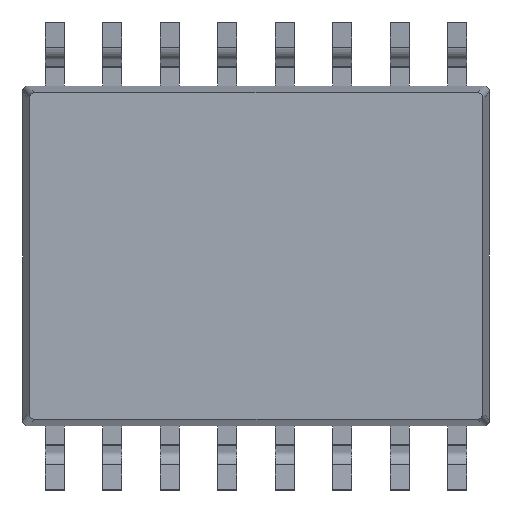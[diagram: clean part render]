
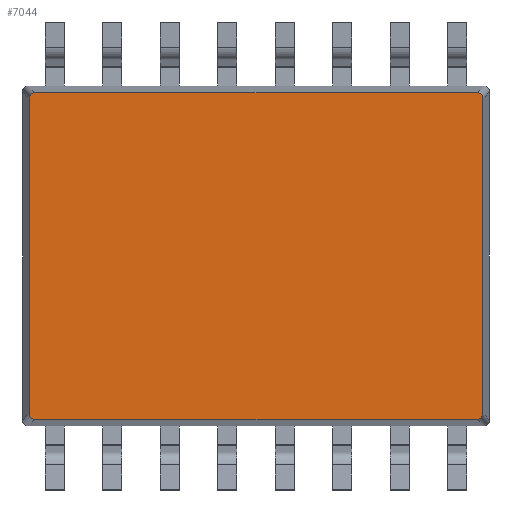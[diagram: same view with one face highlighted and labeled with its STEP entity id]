
A CAD part, front view. The second image highlights one B-rep face of the part: STEP entity #7044.
In plain terms, the highlighted planar face has unit normal (0, -1, 0).
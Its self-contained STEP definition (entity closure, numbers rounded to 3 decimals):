
#89 = CARTESIAN_POINT ( 'NONE',  ( -5.004, 0.3, -3.478 ) ) ;
#350 = EDGE_CURVE ( 'NONE', #4789, #4364, #5241, .T. ) ;
#503 = CARTESIAN_POINT ( 'NONE',  ( 4.952, 0.3, 3.604 ) ) ;
#540 = ORIENTED_EDGE ( 'NONE', *, *, #4671, .T. ) ;
#643 = DIRECTION ( 'NONE',  ( 0., -1., 0. ) ) ;
#694 = VERTEX_POINT ( 'NONE', #1141 ) ;
#818 = DIRECTION ( 'NONE',  ( 0., 0., -1. ) ) ;
#1093 = VERTEX_POINT ( 'NONE', #3219 ) ;
#1141 = CARTESIAN_POINT ( 'NONE',  ( 4.878, 0.3, 3.604 ) ) ;
#1279 = EDGE_CURVE ( 'NONE', #4364, #694, #4414, .T. ) ;
#1346 = ORIENTED_EDGE ( 'NONE', *, *, #2346, .T. ) ;
#1357 = CARTESIAN_POINT ( 'NONE',  ( 4.878, 0.3, -3.604 ) ) ;
#1521 = CARTESIAN_POINT ( 'NONE',  ( -4.878, 0.3, -3.604 ) ) ;
#1688 = EDGE_CURVE ( 'NONE', #3486, #2443, #5749, .T. ) ;
#1785 = CARTESIAN_POINT ( 'NONE',  ( 5.004, 0.3, 3.552 ) ) ;
#1831 = CARTESIAN_POINT ( 'NONE',  ( 5.004, 0.3, -3.478 ) ) ;
#1834 = CARTESIAN_POINT ( 'NONE',  ( 0., 0.3, 0. ) ) ;
#1841 = CARTESIAN_POINT ( 'NONE',  ( -5.004, 0.3, -3.552 ) ) ;
#1880 =( BOUNDED_CURVE ( )  B_SPLINE_CURVE ( 3, ( #1357, #2596, #3787, #3227 ),
 .UNSPECIFIED., .F., .T. ) 
 B_SPLINE_CURVE_WITH_KNOTS ( ( 4, 4 ),
 ( 5.507, 7.059 ),
 .UNSPECIFIED. ) 
 CURVE ( )  GEOMETRIC_REPRESENTATION_ITEM ( )  RATIONAL_B_SPLINE_CURVE ( ( 1., 0.809, 0.809, 1. ) ) 
 REPRESENTATION_ITEM ( '' )  );
#2104 = CARTESIAN_POINT ( 'NONE',  ( -5.004, 0.3, 3.478 ) ) ;
#2206 = DIRECTION ( 'NONE',  ( 1., 0., 0. ) ) ;
#2302 = VERTEX_POINT ( 'NONE', #89 ) ;
#2346 = EDGE_CURVE ( 'NONE', #2874, #2302, #3676, .T. ) ;
#2443 = VERTEX_POINT ( 'NONE', #7983 ) ;
#2485 =( BOUNDED_CURVE ( )  B_SPLINE_CURVE ( 3, ( #3143, #5647, #4383, #3117 ),
 .UNSPECIFIED., .F., .F. ) 
 B_SPLINE_CURVE_WITH_KNOTS ( ( 4, 4 ),
 ( 5.507, 7.059 ),
 .UNSPECIFIED. ) 
 CURVE ( )  GEOMETRIC_REPRESENTATION_ITEM ( )  RATIONAL_B_SPLINE_CURVE ( ( 1., 0.809, 0.809, 1. ) ) 
 REPRESENTATION_ITEM ( '' )  );
#2532 = VECTOR ( 'NONE', #2881, 1000. ) ;
#2571 = CARTESIAN_POINT ( 'NONE',  ( 5.004, 0.3, -3.75 ) ) ;
#2596 = CARTESIAN_POINT ( 'NONE',  ( 4.952, 0.3, -3.604 ) ) ;
#2827 = ORIENTED_EDGE ( 'NONE', *, *, #350, .T. ) ;
#2874 = VERTEX_POINT ( 'NONE', #2104 ) ;
#2881 = DIRECTION ( 'NONE',  ( -1., 0., 0. ) ) ;
#3055 = CARTESIAN_POINT ( 'NONE',  ( 4.878, 0.3, 3.604 ) ) ;
#3117 = CARTESIAN_POINT ( 'NONE',  ( -5.004, 0.3, 3.478 ) ) ;
#3143 = CARTESIAN_POINT ( 'NONE',  ( -4.878, 0.3, 3.604 ) ) ;
#3181 = EDGE_CURVE ( 'NONE', #2302, #3486, #7673, .T. ) ;
#3219 = CARTESIAN_POINT ( 'NONE',  ( -4.878, 0.3, 3.604 ) ) ;
#3227 = CARTESIAN_POINT ( 'NONE',  ( 5.004, 0.3, -3.478 ) ) ;
#3486 = VERTEX_POINT ( 'NONE', #1521 ) ;
#3554 = ORIENTED_EDGE ( 'NONE', *, *, #3181, .T. ) ;
#3676 = LINE ( 'NONE', #4499, #5174 ) ;
#3787 = CARTESIAN_POINT ( 'NONE',  ( 5.004, 0.3, -3.552 ) ) ;
#3809 = DIRECTION ( 'NONE',  ( 0., 0., -1. ) ) ;
#3833 = ORIENTED_EDGE ( 'NONE', *, *, #4137, .T. ) ;
#4132 = ORIENTED_EDGE ( 'NONE', *, *, #1279, .T. ) ;
#4137 = EDGE_CURVE ( 'NONE', #1093, #2874, #2485, .T. ) ;
#4199 = CARTESIAN_POINT ( 'NONE',  ( 5.004, 0.3, 3.478 ) ) ;
#4230 = LINE ( 'NONE', #6049, #2532 ) ;
#4285 = EDGE_LOOP ( 'NONE', ( #1346, #3554, #5710, #5208, #2827, #4132, #540, #3833 ) ) ;
#4364 = VERTEX_POINT ( 'NONE', #4199 ) ;
#4383 = CARTESIAN_POINT ( 'NONE',  ( -5.004, 0.3, 3.552 ) ) ;
#4414 =( BOUNDED_CURVE ( )  B_SPLINE_CURVE ( 3, ( #7487, #1785, #503, #3055 ),
 .UNSPECIFIED., .F., .T. ) 
 B_SPLINE_CURVE_WITH_KNOTS ( ( 4, 4 ),
 ( 5.507, 7.059 ),
 .UNSPECIFIED. ) 
 CURVE ( )  GEOMETRIC_REPRESENTATION_ITEM ( )  RATIONAL_B_SPLINE_CURVE ( ( 1., 0.809, 0.809, 1. ) ) 
 REPRESENTATION_ITEM ( '' )  );
#4499 = CARTESIAN_POINT ( 'NONE',  ( -5.004, 0.3, 3.75 ) ) ;
#4671 = EDGE_CURVE ( 'NONE', #694, #1093, #4230, .T. ) ;
#4789 = VERTEX_POINT ( 'NONE', #1831 ) ;
#5174 = VECTOR ( 'NONE', #818, 1000. ) ;
#5208 = ORIENTED_EDGE ( 'NONE', *, *, #6592, .T. ) ;
#5241 = LINE ( 'NONE', #2571, #7540 ) ;
#5647 = CARTESIAN_POINT ( 'NONE',  ( -4.952, 0.3, 3.604 ) ) ;
#5677 = FACE_OUTER_BOUND ( 'NONE', #4285, .T. ) ;
#5710 = ORIENTED_EDGE ( 'NONE', *, *, #1688, .T. ) ;
#5725 = CARTESIAN_POINT ( 'NONE',  ( -5.004, 0.3, -3.478 ) ) ;
#5749 = LINE ( 'NONE', #5961, #6347 ) ;
#5757 = CARTESIAN_POINT ( 'NONE',  ( -4.952, 0.3, -3.604 ) ) ;
#5961 = CARTESIAN_POINT ( 'NONE',  ( -5.15, 0.3, -3.604 ) ) ;
#6049 = CARTESIAN_POINT ( 'NONE',  ( 5.15, 0.3, 3.604 ) ) ;
#6347 = VECTOR ( 'NONE', #2206, 1000. ) ;
#6395 = CARTESIAN_POINT ( 'NONE',  ( -4.878, 0.3, -3.604 ) ) ;
#6592 = EDGE_CURVE ( 'NONE', #2443, #4789, #1880, .T. ) ;
#6598 = AXIS2_PLACEMENT_3D ( 'NONE', #1834, #643, #3809 ) ;
#6983 = PLANE ( 'NONE',  #6598 ) ;
#7044 = ADVANCED_FACE ( 'NONE', ( #5677 ), #6983, .T. ) ;
#7064 = DIRECTION ( 'NONE',  ( 0., 0., 1. ) ) ;
#7487 = CARTESIAN_POINT ( 'NONE',  ( 5.004, 0.3, 3.478 ) ) ;
#7540 = VECTOR ( 'NONE', #7064, 1000. ) ;
#7673 =( BOUNDED_CURVE ( )  B_SPLINE_CURVE ( 3, ( #5725, #1841, #5757, #6395 ),
 .UNSPECIFIED., .F., .F. ) 
 B_SPLINE_CURVE_WITH_KNOTS ( ( 4, 4 ),
 ( 5.507, 7.059 ),
 .UNSPECIFIED. ) 
 CURVE ( )  GEOMETRIC_REPRESENTATION_ITEM ( )  RATIONAL_B_SPLINE_CURVE ( ( 1., 0.809, 0.809, 1. ) ) 
 REPRESENTATION_ITEM ( '' )  );
#7983 = CARTESIAN_POINT ( 'NONE',  ( 4.878, 0.3, -3.604 ) ) ;
